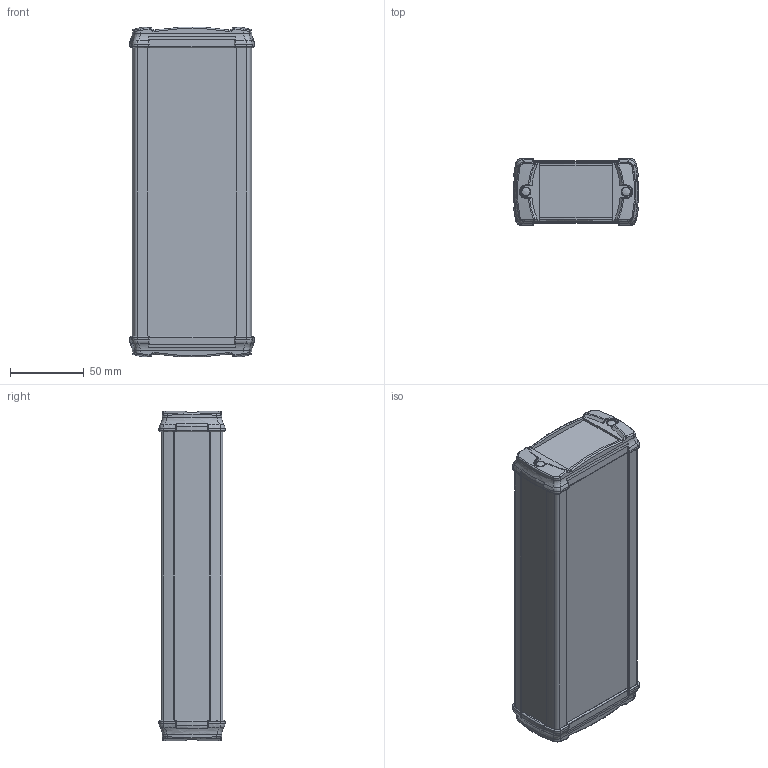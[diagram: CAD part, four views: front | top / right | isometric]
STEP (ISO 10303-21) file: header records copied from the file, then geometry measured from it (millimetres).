
FILE_DESCRIPTION((''),'2;1');
FILE_NAME('83847200.S1_ELPU 840-0200 D.stp','2010-02-08T10:47:24',('nowak'),(''),'Autodesk Inventor 2010','Autodesk Inventor 2010','');
FILE_SCHEMA(('AUTOMOTIVE_DESIGN { 1 0 10303 214 1 1 1 1 }'));
Length unit declared in the file: millimetre
Products named in the file (5): ELPU 840-0100 D; ELPU 840_1009052_3DSYM; ELD 840_1009056_3D; 1003804_3Dsym; SHR Z KA30X10 WN 1412 MG_3DSYM
Assembly tree (11 placements, depth 2):
  ELPU 840-0100 D
    ELPU 840_1009052_3DSYM
    ELD 840_1009056_3D  x2
    1003804_3Dsym  x4
    SHR Z KA30X10 WN 1412 MG_3DSYM  x4
Bounding box: 84.75 x 45 x 224.03 mm (x, y, z)
Volume: 125495 mm3; surface area: 129691.6 mm2
Topology: 11 solids, 11 shells, 1608 faces, 4100 edges, 2492 vertices
Faces by surface type: bspline 556, plane 457, cylinder 279, cone 152, torus 148, sphere 16
Full cylindrical faces by diameter (mm): 2 x24, 5.3 x4, 5.6 x4, 6.4 x4
Entity records: 50698 total; most frequent: CARTESIAN_POINT 31445, ORIENTED_EDGE 4198, DIRECTION 3679, EDGE_CURVE 2099, AXIS2_PLACEMENT_3D 1399, VERTEX_POINT 1321, EDGE_LOOP 886, VECTOR 881
